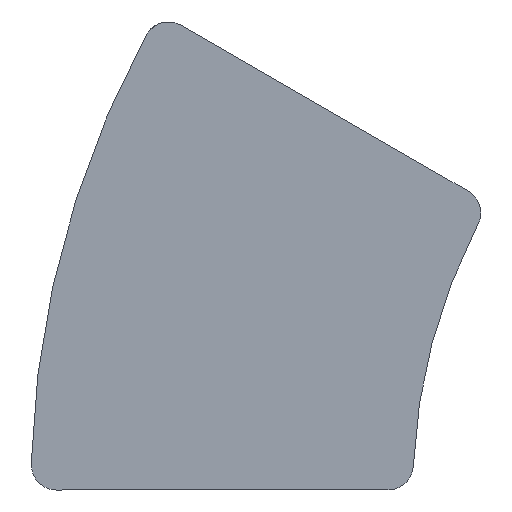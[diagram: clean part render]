
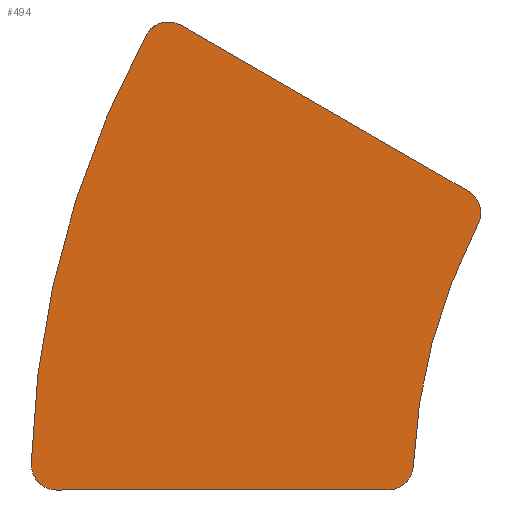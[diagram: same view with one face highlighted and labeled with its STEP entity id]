
A CAD part, left-side view. The second image highlights one B-rep face of the part: STEP entity #494.
In plain terms, the highlighted planar face has unit normal (-1, 0, 0).
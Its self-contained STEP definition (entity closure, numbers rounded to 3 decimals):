
#4 = EDGE_CURVE ( 'NONE', #492, #465, #215, .T. ) ;
#11 = CARTESIAN_POINT ( 'NONE',  ( 0., -16.289, 6.218 ) ) ;
#15 = CARTESIAN_POINT ( 'NONE',  ( 0., -57.956, -15.529 ) ) ;
#16 = CARTESIAN_POINT ( 'NONE',  ( 0., 7.582, 24.431 ) ) ;
#19 = CIRCLE ( 'NONE', #588, 2. ) ;
#22 = VECTOR ( 'NONE', #185, 1000. ) ;
#27 = EDGE_CURVE ( 'NONE', #302, #236, #180, .T. ) ;
#31 = DIRECTION ( 'NONE',  ( 0., -1., 0. ) ) ;
#45 = CARTESIAN_POINT ( 'NONE',  ( 0., 15.017, -13.529 ) ) ;
#67 = ORIENTED_EDGE ( 'NONE', *, *, #334, .F. ) ;
#71 = DIRECTION ( 'NONE',  ( 0., -1., 0. ) ) ;
#83 = AXIS2_PLACEMENT_3D ( 'NONE', #45, #92, #648 ) ;
#87 = ORIENTED_EDGE ( 'NONE', *, *, #577, .F. ) ;
#92 = DIRECTION ( 'NONE',  ( 1., 0., 0. ) ) ;
#98 = DIRECTION ( 'NONE',  ( 0., 1., 0. ) ) ;
#107 = AXIS2_PLACEMENT_3D ( 'NONE', #313, #612, #31 ) ;
#121 = CARTESIAN_POINT ( 'NONE',  ( 0., 15.017, -15.529 ) ) ;
#124 = PLANE ( 'NONE',  #618 ) ;
#127 = CARTESIAN_POINT ( 'NONE',  ( 0., 17.016, -13.474 ) ) ;
#131 = CARTESIAN_POINT ( 'NONE',  ( 0., 5.241, 20.957 ) ) ;
#137 = VERTEX_POINT ( 'NONE', #477 ) ;
#155 = LINE ( 'NONE', #131, #22 ) ;
#166 = ORIENTED_EDGE ( 'NONE', *, *, #475, .F. ) ;
#168 = DIRECTION ( 'NONE',  ( 0., -1., 0. ) ) ;
#169 = CARTESIAN_POINT ( 'NONE',  ( 0., 5.241, 20.957 ) ) ;
#170 = VERTEX_POINT ( 'NONE', #582 ) ;
#173 = DIRECTION ( 'NONE',  ( 0., 1., 0. ) ) ;
#180 = CIRCLE ( 'NONE', #107, 2. ) ;
#185 = DIRECTION ( 'NONE',  ( 0., -0.866, -0.5 ) ) ;
#189 = VERTEX_POINT ( 'NONE', #570 ) ;
#193 = FACE_OUTER_BOUND ( 'NONE', #311, .T. ) ;
#194 = ORIENTED_EDGE ( 'NONE', *, *, #422, .F. ) ;
#196 = CIRCLE ( 'NONE', #253, 75. ) ;
#215 = CIRCLE ( 'NONE', #83, 2. ) ;
#217 = DIRECTION ( 'NONE',  ( 0., 1., 0. ) ) ;
#221 = VECTOR ( 'NONE', #98, 1000. ) ;
#235 = LINE ( 'NONE', #246, #221 ) ;
#236 = VERTEX_POINT ( 'NONE', #237 ) ;
#237 = CARTESIAN_POINT ( 'NONE',  ( 0., -10.998, -15.529 ) ) ;
#240 = ORIENTED_EDGE ( 'NONE', *, *, #643, .F. ) ;
#246 = CARTESIAN_POINT ( 'NONE',  ( 0., 7.582, -15.529 ) ) ;
#253 = AXIS2_PLACEMENT_3D ( 'NONE', #342, #339, #392 ) ;
#259 = DIRECTION ( 'NONE',  ( 1., 0., 0. ) ) ;
#272 = EDGE_CURVE ( 'NONE', #465, #137, #196, .T. ) ;
#300 = ORIENTED_EDGE ( 'NONE', *, *, #272, .F. ) ;
#302 = VERTEX_POINT ( 'NONE', #487 ) ;
#311 = EDGE_LOOP ( 'NONE', ( #572, #594, #87, #240, #194, #166, #300, #320, #67 ) ) ;
#313 = CARTESIAN_POINT ( 'NONE',  ( 0., -10.998, -13.529 ) ) ;
#320 = ORIENTED_EDGE ( 'NONE', *, *, #4, .F. ) ;
#334 = EDGE_CURVE ( 'NONE', #236, #492, #235, .T. ) ;
#339 = DIRECTION ( 'NONE',  ( 1., 0., 0. ) ) ;
#342 = CARTESIAN_POINT ( 'NONE',  ( 0., -57.956, -15.529 ) ) ;
#355 = CARTESIAN_POINT ( 'NONE',  ( 0., -16.289, 6.218 ) ) ;
#369 = DIRECTION ( 'NONE',  ( 1., 0., 0. ) ) ;
#392 = DIRECTION ( 'NONE',  ( 0., 1., 0. ) ) ;
#402 = AXIS2_PLACEMENT_3D ( 'NONE', #15, #453, #217 ) ;
#407 = DIRECTION ( 'NONE',  ( 0., -1., 0. ) ) ;
#408 = CARTESIAN_POINT ( 'NONE',  ( 0., 6.241, 19.225 ) ) ;
#422 = EDGE_CURVE ( 'NONE', #450, #170, #155, .T. ) ;
#450 = VERTEX_POINT ( 'NONE', #169 ) ;
#453 = DIRECTION ( 'NONE',  ( -1., 0., 0. ) ) ;
#465 = VERTEX_POINT ( 'NONE', #127 ) ;
#466 = CARTESIAN_POINT ( 'NONE',  ( 0., -18.289, 6.218 ) ) ;
#475 = EDGE_CURVE ( 'NONE', #137, #450, #19, .T. ) ;
#477 = CARTESIAN_POINT ( 'NONE',  ( 0., 7.999, 20.177 ) ) ;
#479 = CIRCLE ( 'NONE', #511, 2. ) ;
#487 = CARTESIAN_POINT ( 'NONE',  ( 0., -12.996, -13.614 ) ) ;
#492 = VERTEX_POINT ( 'NONE', #121 ) ;
#494 = ADVANCED_FACE ( 'NONE', ( #193 ), #124, .F. ) ;
#501 = CIRCLE ( 'NONE', #635, 2. ) ;
#511 = AXIS2_PLACEMENT_3D ( 'NONE', #11, #600, #168 ) ;
#516 = VERTEX_POINT ( 'NONE', #466 ) ;
#570 = CARTESIAN_POINT ( 'NONE',  ( 0., -18.062, 5.292 ) ) ;
#572 = ORIENTED_EDGE ( 'NONE', *, *, #27, .F. ) ;
#577 = EDGE_CURVE ( 'NONE', #516, #189, #501, .T. ) ;
#582 = CARTESIAN_POINT ( 'NONE',  ( 0., -17.289, 7.95 ) ) ;
#588 = AXIS2_PLACEMENT_3D ( 'NONE', #408, #610, #71 ) ;
#594 = ORIENTED_EDGE ( 'NONE', *, *, #621, .F. ) ;
#600 = DIRECTION ( 'NONE',  ( 1., 0., 0. ) ) ;
#608 = CIRCLE ( 'NONE', #402, 45. ) ;
#610 = DIRECTION ( 'NONE',  ( 1., 0., 0. ) ) ;
#612 = DIRECTION ( 'NONE',  ( 1., 0., 0. ) ) ;
#618 = AXIS2_PLACEMENT_3D ( 'NONE', #16, #369, #173 ) ;
#621 = EDGE_CURVE ( 'NONE', #189, #302, #608, .T. ) ;
#635 = AXIS2_PLACEMENT_3D ( 'NONE', #355, #259, #407 ) ;
#643 = EDGE_CURVE ( 'NONE', #170, #516, #479, .T. ) ;
#648 = DIRECTION ( 'NONE',  ( 0., -1., 0. ) ) ;
